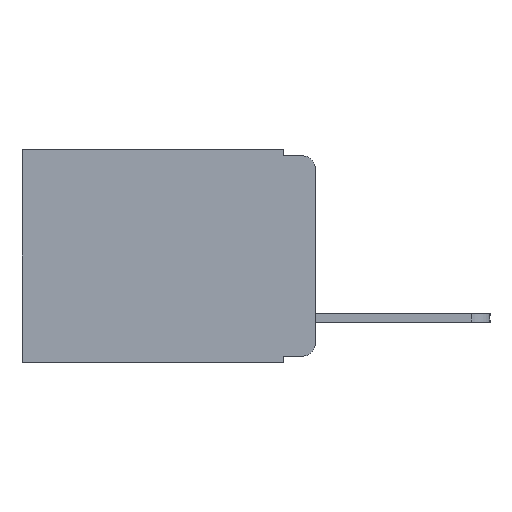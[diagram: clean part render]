
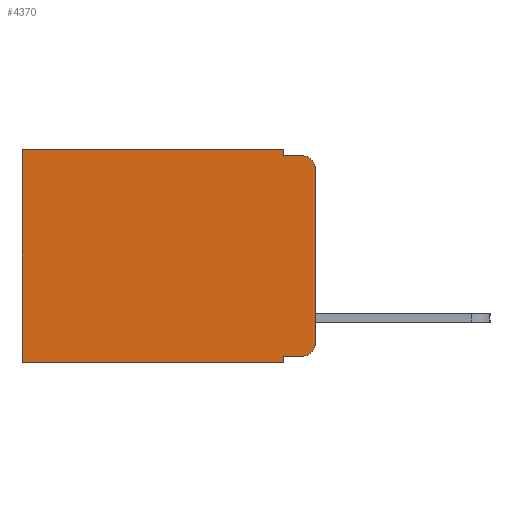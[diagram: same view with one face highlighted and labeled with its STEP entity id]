
A CAD part, left-side view. The second image highlights one B-rep face of the part: STEP entity #4370.
In plain terms, the highlighted planar face has unit normal (-1, 0, 0).
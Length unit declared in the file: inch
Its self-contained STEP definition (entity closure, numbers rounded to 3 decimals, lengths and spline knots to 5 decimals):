
#44 = CARTESIAN_POINT ( 'NONE',  ( 0.298, 0., 0. ) ) ;
#156 = CIRCLE ( 'NONE', #1023, 0.02 ) ;
#161 = EDGE_CURVE ( 'NONE', #8008, #9073, #14331, .T. ) ;
#162 = LINE ( 'NONE', #5776, #16128 ) ;
#185 = LINE ( 'NONE', #15538, #16549 ) ;
#231 = DIRECTION ( 'NONE',  ( 0., 0., -1. ) ) ;
#527 = ORIENTED_EDGE ( 'NONE', *, *, #9207, .F. ) ;
#648 = EDGE_LOOP ( 'NONE', ( #527, #10048, #655, #1070, #11644, #3948, #8162, #2115, #6771, #9682 ) ) ;
#655 = ORIENTED_EDGE ( 'NONE', *, *, #3689, .F. ) ;
#1023 = AXIS2_PLACEMENT_3D ( 'NONE', #4873, #15280, #6590 ) ;
#1070 = ORIENTED_EDGE ( 'NONE', *, *, #161, .F. ) ;
#1443 = VERTEX_POINT ( 'NONE', #18960 ) ;
#1549 = VERTEX_POINT ( 'NONE', #12170 ) ;
#1839 = FACE_OUTER_BOUND ( 'NONE', #648, .T. ) ;
#2115 = ORIENTED_EDGE ( 'NONE', *, *, #16992, .F. ) ;
#2838 = EDGE_CURVE ( 'NONE', #16447, #1443, #19352, .T. ) ;
#3352 = PLANE ( 'NONE',  #15890 ) ;
#3623 = DIRECTION ( 'NONE',  ( 0., 0., -1. ) ) ;
#3689 = EDGE_CURVE ( 'NONE', #9073, #18766, #162, .T. ) ;
#3876 = CARTESIAN_POINT ( 'NONE',  ( 0.298, 0.473, 0. ) ) ;
#3878 = VECTOR ( 'NONE', #10156, 39.37008 ) ;
#3948 = ORIENTED_EDGE ( 'NONE', *, *, #17845, .T. ) ;
#4370 = ADVANCED_FACE ( 'NONE', ( #1839 ), #3352, .F. ) ;
#4440 = CARTESIAN_POINT ( 'NONE',  ( 0.298, 0.02, -0.333 ) ) ;
#4645 = CARTESIAN_POINT ( 'NONE',  ( 0.298, 0.02, -0.03 ) ) ;
#4662 = DIRECTION ( 'NONE',  ( -1., 0., 0. ) ) ;
#4719 = DIRECTION ( 'NONE',  ( 0., 0., -1. ) ) ;
#4853 = EDGE_CURVE ( 'NONE', #8346, #18766, #18936, .T. ) ;
#4868 = VERTEX_POINT ( 'NONE', #4440 ) ;
#4873 = CARTESIAN_POINT ( 'NONE',  ( 0.298, 0.02, -0.313 ) ) ;
#5071 = LINE ( 'NONE', #15712, #8916 ) ;
#5193 = DIRECTION ( 'NONE',  ( 0., 1., 0. ) ) ;
#5776 = CARTESIAN_POINT ( 'NONE',  ( 0.298, 0.051, -0.01 ) ) ;
#6262 = VERTEX_POINT ( 'NONE', #3876 ) ;
#6590 = DIRECTION ( 'NONE',  ( 0., 0., -1. ) ) ;
#6771 = ORIENTED_EDGE ( 'NONE', *, *, #15197, .T. ) ;
#6856 = CARTESIAN_POINT ( 'NONE',  ( 0.298, 0.02, -0.01 ) ) ;
#7354 = DIRECTION ( 'NONE',  ( 0., 1., 0. ) ) ;
#7366 = LINE ( 'NONE', #18133, #13742 ) ;
#8008 = VERTEX_POINT ( 'NONE', #16580 ) ;
#8152 = DIRECTION ( 'NONE',  ( 0., -1., 0. ) ) ;
#8162 = ORIENTED_EDGE ( 'NONE', *, *, #2838, .F. ) ;
#8346 = VERTEX_POINT ( 'NONE', #14868 ) ;
#8673 = CARTESIAN_POINT ( 'NONE',  ( 0.298, 0.051, 0. ) ) ;
#8916 = VECTOR ( 'NONE', #231, 39.37008 ) ;
#9073 = VERTEX_POINT ( 'NONE', #17749 ) ;
#9207 = EDGE_CURVE ( 'NONE', #8346, #15387, #19255, .T. ) ;
#9682 = ORIENTED_EDGE ( 'NONE', *, *, #13393, .T. ) ;
#10048 = ORIENTED_EDGE ( 'NONE', *, *, #4853, .T. ) ;
#10055 = DIRECTION ( 'NONE',  ( 0., -1., 0. ) ) ;
#10156 = DIRECTION ( 'NONE',  ( 0., 0., -1. ) ) ;
#10673 = VECTOR ( 'NONE', #14423, 39.37008 ) ;
#11644 = ORIENTED_EDGE ( 'NONE', *, *, #12817, .T. ) ;
#11727 = DIRECTION ( 'NONE',  ( 1., 0., 0. ) ) ;
#11881 = CARTESIAN_POINT ( 'NONE',  ( 0.298, 0., -0.313 ) ) ;
#12170 = CARTESIAN_POINT ( 'NONE',  ( 0.298, 0.051, -0.333 ) ) ;
#12497 = AXIS2_PLACEMENT_3D ( 'NONE', #4645, #4662, #4719 ) ;
#12817 = EDGE_CURVE ( 'NONE', #8008, #6262, #185, .T. ) ;
#13199 = VECTOR ( 'NONE', #7354, 39.37008 ) ;
#13393 = EDGE_CURVE ( 'NONE', #4868, #15387, #156, .T. ) ;
#13742 = VECTOR ( 'NONE', #10055, 39.37008 ) ;
#13871 = DIRECTION ( 'NONE',  ( 0., 0., -1. ) ) ;
#13893 = CARTESIAN_POINT ( 'NONE',  ( 0.298, 0., 0. ) ) ;
#13991 = CARTESIAN_POINT ( 'NONE',  ( 0.298, 0., -0.343 ) ) ;
#14316 = CARTESIAN_POINT ( 'NONE',  ( 0.298, 0.051, 0. ) ) ;
#14331 = LINE ( 'NONE', #14316, #10673 ) ;
#14423 = DIRECTION ( 'NONE',  ( 0., 0., -1. ) ) ;
#14868 = CARTESIAN_POINT ( 'NONE',  ( 0.298, 0., -0.03 ) ) ;
#15197 = EDGE_CURVE ( 'NONE', #1549, #4868, #7366, .T. ) ;
#15280 = DIRECTION ( 'NONE',  ( -1., 0., 0. ) ) ;
#15387 = VERTEX_POINT ( 'NONE', #11881 ) ;
#15399 = LINE ( 'NONE', #8673, #3878 ) ;
#15424 = VECTOR ( 'NONE', #13871, 39.37008 ) ;
#15538 = CARTESIAN_POINT ( 'NONE',  ( 0.298, 0., 0. ) ) ;
#15712 = CARTESIAN_POINT ( 'NONE',  ( 0.298, 0.473, 0. ) ) ;
#15890 = AXIS2_PLACEMENT_3D ( 'NONE', #44, #11727, #3623 ) ;
#16076 = CARTESIAN_POINT ( 'NONE',  ( 0.298, 0.051, -0.343 ) ) ;
#16128 = VECTOR ( 'NONE', #8152, 39.37008 ) ;
#16447 = VERTEX_POINT ( 'NONE', #16076 ) ;
#16549 = VECTOR ( 'NONE', #5193, 39.37008 ) ;
#16580 = CARTESIAN_POINT ( 'NONE',  ( 0.298, 0.051, 0. ) ) ;
#16992 = EDGE_CURVE ( 'NONE', #1549, #16447, #15399, .T. ) ;
#17749 = CARTESIAN_POINT ( 'NONE',  ( 0.298, 0.051, -0.01 ) ) ;
#17845 = EDGE_CURVE ( 'NONE', #6262, #1443, #5071, .T. ) ;
#18133 = CARTESIAN_POINT ( 'NONE',  ( 0.298, 0.051, -0.333 ) ) ;
#18766 = VERTEX_POINT ( 'NONE', #6856 ) ;
#18936 = CIRCLE ( 'NONE', #12497, 0.02 ) ;
#18960 = CARTESIAN_POINT ( 'NONE',  ( 0.298, 0.473, -0.343 ) ) ;
#19255 = LINE ( 'NONE', #13893, #15424 ) ;
#19352 = LINE ( 'NONE', #13991, #13199 ) ;
